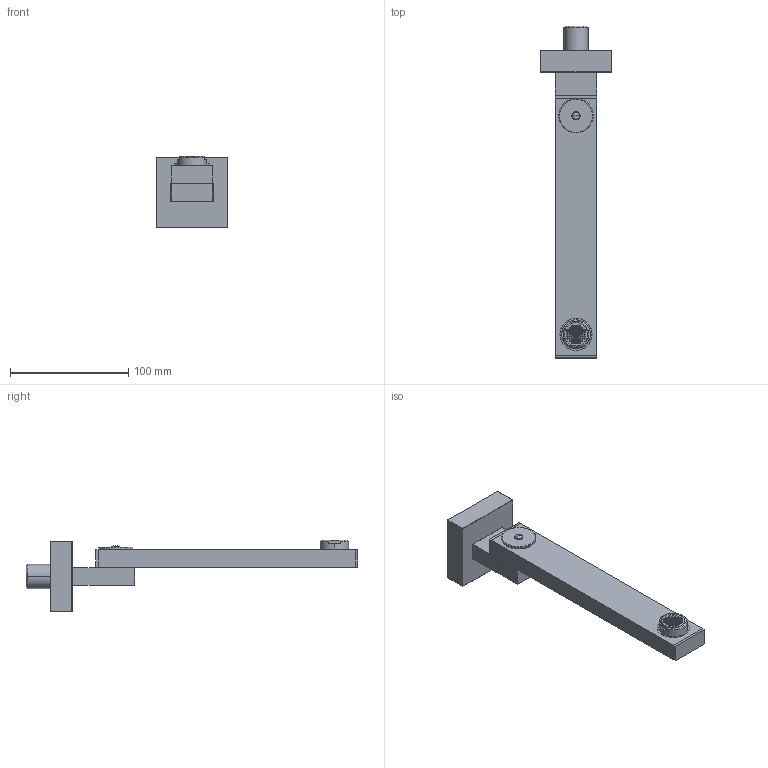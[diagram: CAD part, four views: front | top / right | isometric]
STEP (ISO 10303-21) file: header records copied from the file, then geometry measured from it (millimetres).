
FILE_DESCRIPTION((''),'2;1');
FILE_NAME('AA-SB043CP_ASM','2020-10-21T',('Administrator'),(''),'PRO/ENGINEER BY PARAMETRIC TECHNOLOGY CORPORATION, 2010280','PRO/ENGINEER BY PARAMETRIC TECHNOLOGY CORPORATION, 2010280','');
FILE_SCHEMA(('AUTOMOTIVE_DESIGN_CC2 { 1 2 10303 214 -1 1 5 2 }'));
Length unit declared in the file: millimetre
Products named in the file (18): ABG16-01; ABG16-02; PTKB0003-XX; ABG16-05; AA-SB043CP-1_ASM; AA-SB043CP-2; PTPB0132-P1; PTWP0046-XX; PTRR0026-XX; PTCP0031-P1; PTRR0032-XX; PTCZ0003-P1; PTMB0171-XX; PTRR0029-XX; PTRR0057-XX; AFBX0006-P1; PTPB0182-P1; AA-SB043CP_ASM
Assembly tree (20 placements, depth 3):
  AA-SB043CP_ASM
    AA-SB043CP-1_ASM
      ABG16-01
      ABG16-02
      PTKB0003-XX  x2
      ABG16-05
    AA-SB043CP-2
    PTPB0132-P1
    PTWP0046-XX  x2
    PTRR0026-XX
    PTCP0031-P1
    PTRR0032-XX  x2
    PTCZ0003-P1
    PTMB0171-XX
    PTRR0029-XX
    PTRR0057-XX
    AFBX0006-P1
    PTPB0182-P1
Bounding box: 60 x 281 x 60.8 mm (x, y, z)
Volume: 79698 mm3; surface area: 91666.3 mm2
Topology: 20 solids, 20 shells, 741 faces, 2033 edges, 1306 vertices
Faces by surface type: plane 308, cylinder 286, cone 57, torus 40, bspline 34, sphere 16
Entity records: 27737 total; most frequent: CARTESIAN_POINT 8275, ORIENTED_EDGE 3984, DIRECTION 3770, EDGE_CURVE 1992, AXIS2_PLACEMENT_3D 1514, VERTEX_POINT 1286, EDGE_LOOP 964, CIRCLE 780
